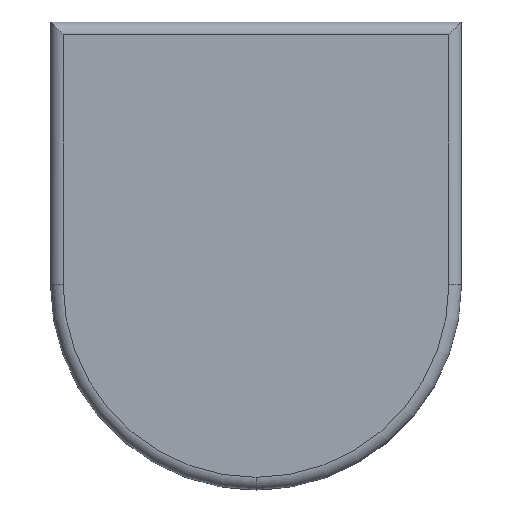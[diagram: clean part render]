
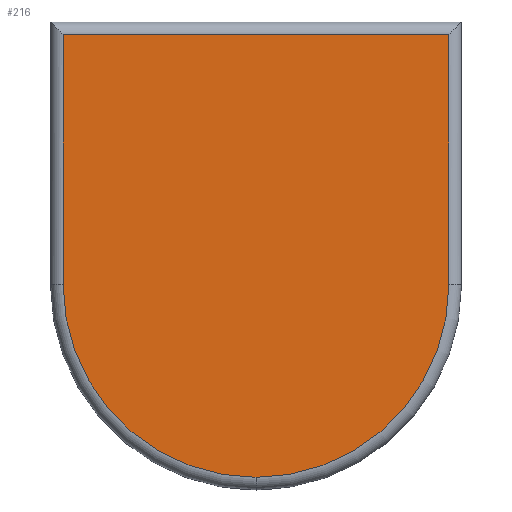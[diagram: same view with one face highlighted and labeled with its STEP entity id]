
A CAD part, left-side view. The second image highlights one B-rep face of the part: STEP entity #216.
In plain terms, the highlighted planar face has unit normal (-1, 0, 0).
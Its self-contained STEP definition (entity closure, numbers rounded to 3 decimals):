
#34 = AXIS2_PLACEMENT_3D ( 'NONE', #4180, #2820, #2796 ) ;
#44 = CIRCLE ( 'NONE', #2600, 30.5 ) ;
#216 = ADVANCED_FACE ( 'NONE', ( #4455 ), #1401, .F. ) ;
#274 = CARTESIAN_POINT ( 'NONE',  ( -8., 0., -41.5 ) ) ;
#503 = CIRCLE ( 'NONE', #3196, 30.5 ) ;
#520 = CARTESIAN_POINT ( 'NONE',  ( -8., 32.5, -2. ) ) ;
#637 = VECTOR ( 'NONE', #3799, 1000. ) ;
#927 = VECTOR ( 'NONE', #1463, 1000. ) ;
#1029 = VERTEX_POINT ( 'NONE', #2012 ) ;
#1032 = EDGE_CURVE ( 'NONE', #4261, #1208, #44, .T. ) ;
#1208 = VERTEX_POINT ( 'NONE', #1495 ) ;
#1250 = CARTESIAN_POINT ( 'NONE',  ( -8., 30.5, -41.5 ) ) ;
#1401 = PLANE ( 'NONE',  #34 ) ;
#1440 = LINE ( 'NONE', #3274, #927 ) ;
#1463 = DIRECTION ( 'NONE',  ( 0., 0., 1. ) ) ;
#1495 = CARTESIAN_POINT ( 'NONE',  ( -8., 0., -72. ) ) ;
#1506 = VERTEX_POINT ( 'NONE', #4200 ) ;
#1520 = DIRECTION ( 'NONE',  ( 0., 0., -1. ) ) ;
#1535 = DIRECTION ( 'NONE',  ( 0., 1., 0. ) ) ;
#1649 = CARTESIAN_POINT ( 'NONE',  ( -8., 30.5, -41.5 ) ) ;
#1665 = DIRECTION ( 'NONE',  ( 0., 0., -1. ) ) ;
#1715 = EDGE_CURVE ( 'NONE', #1506, #2169, #2251, .T. ) ;
#1826 = VECTOR ( 'NONE', #1535, 1000. ) ;
#2012 = CARTESIAN_POINT ( 'NONE',  ( -8., -30.5, -41.5 ) ) ;
#2062 = EDGE_CURVE ( 'NONE', #1029, #1506, #1440, .T. ) ;
#2065 = ORIENTED_EDGE ( 'NONE', *, *, #1715, .T. ) ;
#2126 = EDGE_LOOP ( 'NONE', ( #4206, #2932, #4172, #2065, #3897 ) ) ;
#2169 = VERTEX_POINT ( 'NONE', #4449 ) ;
#2251 = LINE ( 'NONE', #520, #1826 ) ;
#2600 = AXIS2_PLACEMENT_3D ( 'NONE', #274, #2786, #1665 ) ;
#2786 = DIRECTION ( 'NONE',  ( -1., 0., 0. ) ) ;
#2796 = DIRECTION ( 'NONE',  ( 0., 0., -1. ) ) ;
#2820 = DIRECTION ( 'NONE',  ( 1., 0., 0. ) ) ;
#2915 = CARTESIAN_POINT ( 'NONE',  ( -8., 0., -41.5 ) ) ;
#2932 = ORIENTED_EDGE ( 'NONE', *, *, #3008, .T. ) ;
#3008 = EDGE_CURVE ( 'NONE', #1208, #1029, #503, .T. ) ;
#3196 = AXIS2_PLACEMENT_3D ( 'NONE', #2915, #4017, #1520 ) ;
#3274 = CARTESIAN_POINT ( 'NONE',  ( -8., -30.5, 0. ) ) ;
#3380 = LINE ( 'NONE', #1250, #637 ) ;
#3678 = EDGE_CURVE ( 'NONE', #2169, #4261, #3380, .T. ) ;
#3799 = DIRECTION ( 'NONE',  ( 0., 0., -1. ) ) ;
#3897 = ORIENTED_EDGE ( 'NONE', *, *, #3678, .T. ) ;
#4017 = DIRECTION ( 'NONE',  ( -1., 0., 0. ) ) ;
#4172 = ORIENTED_EDGE ( 'NONE', *, *, #2062, .T. ) ;
#4180 = CARTESIAN_POINT ( 'NONE',  ( -8., 0., -41.5 ) ) ;
#4200 = CARTESIAN_POINT ( 'NONE',  ( -8., -30.5, -2. ) ) ;
#4206 = ORIENTED_EDGE ( 'NONE', *, *, #1032, .T. ) ;
#4261 = VERTEX_POINT ( 'NONE', #1649 ) ;
#4449 = CARTESIAN_POINT ( 'NONE',  ( -8., 30.5, -2. ) ) ;
#4455 = FACE_OUTER_BOUND ( 'NONE', #2126, .T. ) ;
